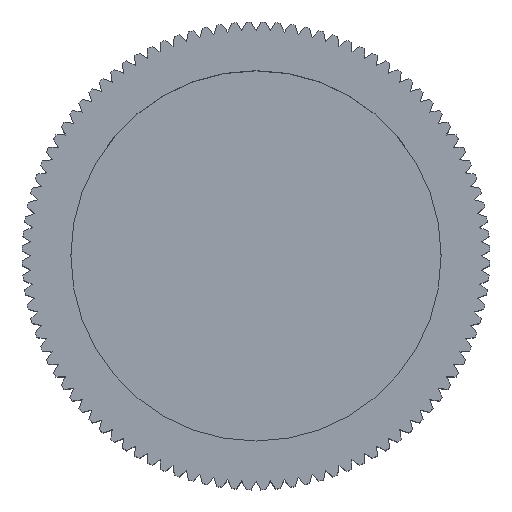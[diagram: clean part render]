
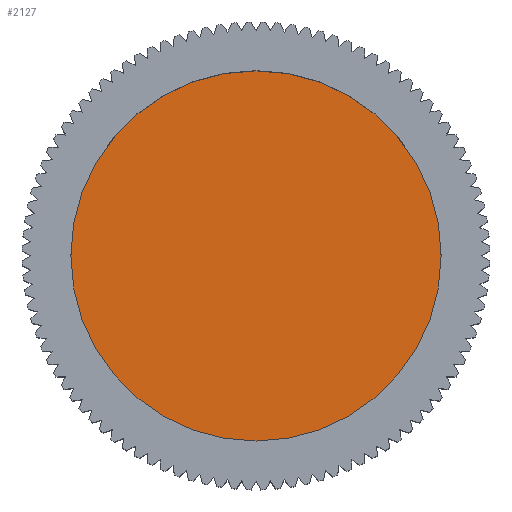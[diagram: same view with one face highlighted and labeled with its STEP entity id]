
A CAD part, top view. The second image highlights one B-rep face of the part: STEP entity #2127.
In plain terms, the highlighted planar face has unit normal (0, 0, 1).
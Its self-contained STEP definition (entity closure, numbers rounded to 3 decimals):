
#1935=EDGE_CURVE('',#5139,#4819,#5729,.T.);
#2127=ADVANCED_FACE('',(#5939),#5940,.F.);
#4371=EDGE_CURVE('',#4819,#5139,#8382,.T.);
#4819=VERTEX_POINT('',#8865);
#5139=VERTEX_POINT('',#9209);
#5729=CIRCLE('',#9872,9.5);
#5939=FACE_OUTER_BOUND('',#10250,.T.);
#5940=PLANE('',#10251);
#8382=CIRCLE('',#14687,9.5);
#8865=CARTESIAN_POINT('',(-9.5,0.,10.5));
#9209=CARTESIAN_POINT('',(9.5,0.0,10.5));
#9872=AXIS2_PLACEMENT_3D('',#17197,#17198,#17199);
#10250=EDGE_LOOP('',(#17563,#17564));
#10251=AXIS2_PLACEMENT_3D('',#17565,#17566,#17567);
#14687=AXIS2_PLACEMENT_3D('',#19989,#19990,#19991);
#17197=CARTESIAN_POINT('',(0.0,0.0,10.5));
#17198=DIRECTION('',(0.0,0.0,-1.0));
#17199=DIRECTION('',(1.0,0.0,0.0));
#17563=ORIENTED_EDGE('',*,*,#1935,.F.);
#17564=ORIENTED_EDGE('',*,*,#4371,.F.);
#17565=CARTESIAN_POINT('',(0.0,0.0,10.5));
#17566=DIRECTION('',(0.0,0.0,-1.0));
#17567=DIRECTION('',(-1.0,0.0,0.0));
#19989=CARTESIAN_POINT('',(0.0,0.0,10.5));
#19990=DIRECTION('',(0.0,0.0,-1.0));
#19991=DIRECTION('',(1.0,0.0,0.0));
